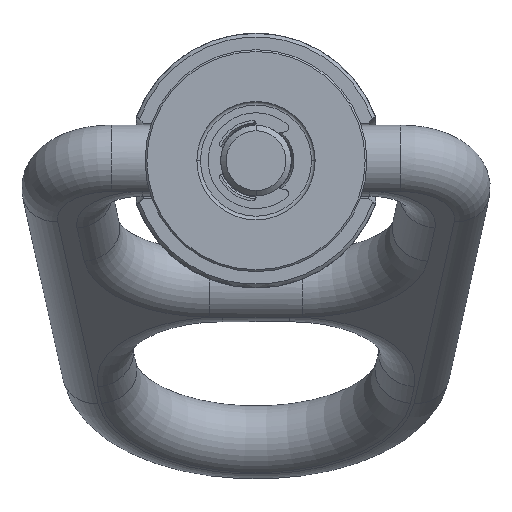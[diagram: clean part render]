
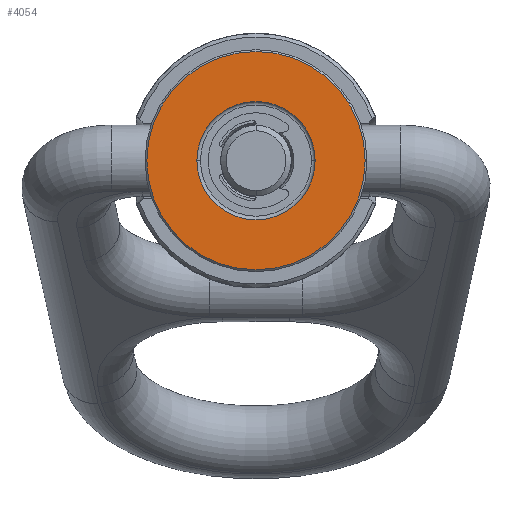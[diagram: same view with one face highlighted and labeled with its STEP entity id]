
A CAD part, front view. The second image highlights one B-rep face of the part: STEP entity #4054.
In plain terms, the highlighted planar face has unit normal (0, -1, 0).
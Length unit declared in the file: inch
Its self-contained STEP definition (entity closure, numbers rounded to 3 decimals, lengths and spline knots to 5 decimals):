
#1386=CARTESIAN_POINT('',(0.,-0.46,0.));
#1387=DIRECTION('',(0.,-1.,0.));
#1388=DIRECTION('',(-1.,0.,0.));
#1389=AXIS2_PLACEMENT_3D('',#1386,#1387,#1388);
#1402=CARTESIAN_POINT('',(0.,-0.46,0.));
#1403=DIRECTION('',(0.,1.,0.));
#1404=DIRECTION('',(-1.,0.,0.));
#1405=AXIS2_PLACEMENT_3D('',#1402,#1403,#1404);
#1410=CARTESIAN_POINT('',(0.,-0.46,0.));
#1411=DIRECTION('',(0.,1.,0.));
#1412=DIRECTION('',(1.,0.,0.));
#1413=AXIS2_PLACEMENT_3D('',#1410,#1411,#1412);
#1418=CARTESIAN_POINT('',(0.,-0.46,0.));
#1419=DIRECTION('',(0.,1.,0.));
#1420=DIRECTION('',(-1.,0.,0.));
#1421=AXIS2_PLACEMENT_3D('',#1418,#1419,#1420);
#2704=CARTESIAN_POINT('',(-1.8225,-0.46,0.));
#2705=CARTESIAN_POINT('',(1.8225,-0.46,0.));
#2706=VERTEX_POINT('',#2704);
#2707=VERTEX_POINT('',#2705);
#2716=CARTESIAN_POINT('',(-0.9875,-0.46,0.));
#2717=CARTESIAN_POINT('',(0.9875,-0.46,0.));
#2718=VERTEX_POINT('',#2716);
#2719=VERTEX_POINT('',#2717);
#4038=CARTESIAN_POINT('',(0.,-0.46,0.));
#4039=DIRECTION('',(0.,1.,0.));
#4040=DIRECTION('',(1.,0.,0.));
#4041=AXIS2_PLACEMENT_3D('',#4038,#4039,#4040);
#4042=PLANE('',#4041);
#4043=ORIENTED_EDGE('',*,*,#4028,.F.);
#4045=ORIENTED_EDGE('',*,*,#4044,.T.);
#4046=EDGE_LOOP('',(#4043,#4045));
#4047=FACE_OUTER_BOUND('',#4046,.F.);
#4049=ORIENTED_EDGE('',*,*,#4048,.F.);
#4051=ORIENTED_EDGE('',*,*,#4050,.F.);
#4052=EDGE_LOOP('',(#4049,#4051));
#4053=FACE_BOUND('',#4052,.F.);
#1390=CIRCLE('',#1389,1.8225);
#1406=CIRCLE('',#1405,0.9875);
#1414=CIRCLE('',#1413,0.9875);
#1422=CIRCLE('',#1421,1.8225);
#4028=EDGE_CURVE('',#2706,#2707,#1390,.T.);
#4044=EDGE_CURVE('',#2706,#2707,#1422,.T.);
#4048=EDGE_CURVE('',#2718,#2719,#1406,.T.);
#4050=EDGE_CURVE('',#2719,#2718,#1414,.T.);
#4054=ADVANCED_FACE('',(#4047,#4053),#4042,.F.);
